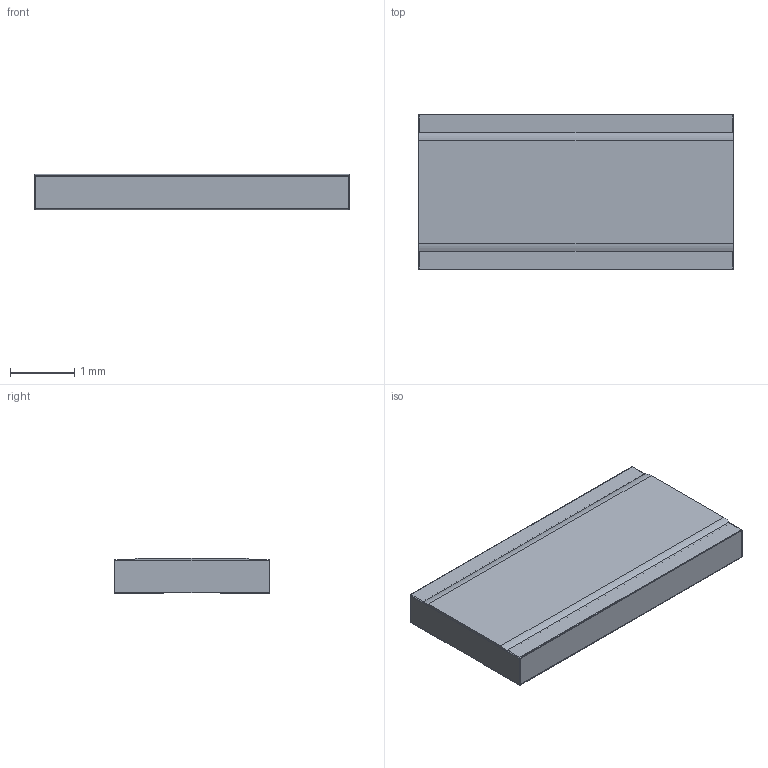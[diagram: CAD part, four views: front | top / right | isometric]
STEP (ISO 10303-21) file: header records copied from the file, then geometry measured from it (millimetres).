
FILE_DESCRIPTION(('STEP AP214'),'1');
FILE_NAME('.stp','2019-04-04T00:05:44',(' '),(' '),'Spatial InterOp 3D',' ',' ');
FILE_SCHEMA(('AUTOMOTIVE_DESIGN { 1 0 10303 214 1 1 1 1 }'));
Length unit declared in the file: metre
Products named in the file (5): 3D CAD_WK73 2H.解析モデル; Component1; Component2; Component3; Component4
Assembly tree (4 placements, depth 2):
  3D CAD_WK73 2H.解析モデル
    Component1
    Component2
    Component3
    Component4
Bounding box: 4.9 x 2.42 x 0.56 mm (x, y, z)
Volume: 6.4 mm3; surface area: 80.4 mm2
Topology: 4 solids, 4 shells, 54 faces, 110 edges, 60 vertices
Faces by surface type: plane 24, cylinder 22, bspline 8
Entity records: 2109 total; most frequent: CARTESIAN_POINT 465, DIRECTION 232, ORIENTED_EDGE 212, EDGE_CURVE 106, AXIS2_PLACEMENT_3D 83, LINE 66, VECTOR 66, VERTEX_POINT 60
